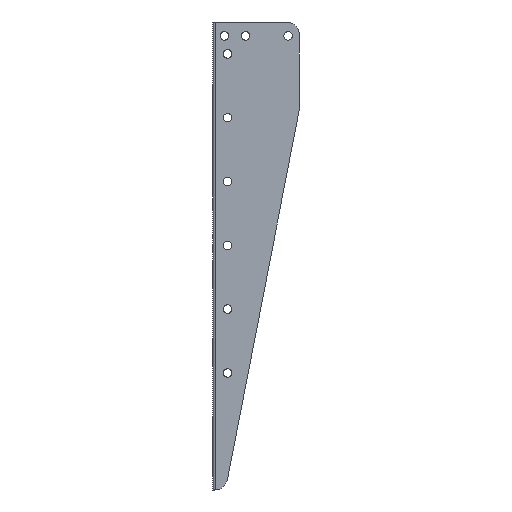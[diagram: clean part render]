
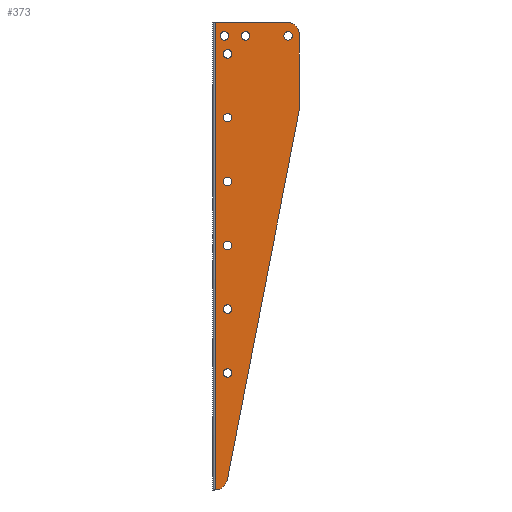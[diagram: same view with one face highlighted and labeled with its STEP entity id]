
A CAD part, left-side view. The second image highlights one B-rep face of the part: STEP entity #373.
In plain terms, the highlighted planar face has unit normal (-1, 0, 0).
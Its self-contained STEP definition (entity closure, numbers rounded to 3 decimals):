
#9 = CARTESIAN_POINT ( 'NONE',  ( -22., -69.5, 203. ) ) ;
#48 = CARTESIAN_POINT ( 'NONE',  ( -22., -12.5, 186. ) ) ;
#61 = CARTESIAN_POINT ( 'NONE',  ( -22., -12.5, 126. ) ) ;
#62 = CARTESIAN_POINT ( 'NONE',  ( -22., -9.5, 203. ) ) ;
#73 = CARTESIAN_POINT ( 'NONE',  ( -22., -12.5, 6. ) ) ;
#87 = CARTESIAN_POINT ( 'NONE',  ( -22., -29.5, 203. ) ) ;
#91 = CARTESIAN_POINT ( 'NONE',  ( -22., -12.5, 66. ) ) ;
#109 = CARTESIAN_POINT ( 'NONE',  ( -22., -12.5, -114. ) ) ;
#147 = CARTESIAN_POINT ( 'NONE',  ( -22., -12.5, -54. ) ) ;
#189 = EDGE_CURVE ( 'NONE', #1484, #1484, #1934, .T. ) ;
#193 = AXIS2_PLACEMENT_3D ( 'NONE', #1183, #1368, #1016 ) ;
#196 = EDGE_CURVE ( 'NONE', #616, #604, #1927, .T. ) ;
#210 = AXIS2_PLACEMENT_3D ( 'NONE', #1030, #900, #885 ) ;
#223 = EDGE_CURVE ( 'NONE', #1459, #1459, #1904, .T. ) ;
#230 = EDGE_CURVE ( 'NONE', #603, #637, #1899, .T. ) ;
#235 = EDGE_CURVE ( 'NONE', #637, #642, #1888, .T. ) ;
#242 = EDGE_CURVE ( 'NONE', #668, #604, #1883, .T. ) ;
#243 = AXIS2_PLACEMENT_3D ( 'NONE', #1051, #982, #1085 ) ;
#245 = EDGE_CURVE ( 'NONE', #1453, #1453, #1875, .T. ) ;
#250 = AXIS2_PLACEMENT_3D ( 'NONE', #802, #1329, #1391 ) ;
#252 = AXIS2_PLACEMENT_3D ( 'NONE', #1384, #886, #791 ) ;
#271 = AXIS2_PLACEMENT_3D ( 'NONE', #1198, #842, #1365 ) ;
#273 = AXIS2_PLACEMENT_3D ( 'NONE', #1354, #1012, #1281 ) ;
#277 = AXIS2_PLACEMENT_3D ( 'NONE', #1276, #1019, #953 ) ;
#283 = AXIS2_PLACEMENT_3D ( 'NONE', #821, #1196, #1153 ) ;
#292 = AXIS2_PLACEMENT_3D ( 'NONE', #810, #864, #1185 ) ;
#303 = AXIS2_PLACEMENT_3D ( 'NONE', #796, #862, #836 ) ;
#306 = EDGE_CURVE ( 'NONE', #1442, #1442, #1823, .T. ) ;
#317 = EDGE_CURVE ( 'NONE', #603, #668, #1805, .T. ) ;
#323 = EDGE_CURVE ( 'NONE', #1440, #1440, #1798, .T. ) ;
#325 = EDGE_CURVE ( 'NONE', #642, #616, #1794, .T. ) ;
#339 = EDGE_CURVE ( 'NONE', #1439, #1439, #1786, .T. ) ;
#341 = EDGE_CURVE ( 'NONE', #1438, #1438, #1778, .T. ) ;
#347 = EDGE_CURVE ( 'NONE', #1437, #1437, #1782, .T. ) ;
#350 = EDGE_CURVE ( 'NONE', #1436, #1436, #1773, .T. ) ;
#373 = ADVANCED_FACE ( 'NONE', ( #1746, #1742, #1745, #1743, #1744, #1741, #1740, #1739, #1738, #1737 ), #1117, .T. ) ;
#603 = VERTEX_POINT ( 'NONE', #839 ) ;
#604 = VERTEX_POINT ( 'NONE', #1338 ) ;
#616 = VERTEX_POINT ( 'NONE', #1367 ) ;
#637 = VERTEX_POINT ( 'NONE', #1355 ) ;
#642 = VERTEX_POINT ( 'NONE', #1070 ) ;
#668 = VERTEX_POINT ( 'NONE', #1180 ) ;
#716 = AXIS2_PLACEMENT_3D ( 'NONE', #913, #1388, #1350 ) ;
#791 = DIRECTION ( 'NONE',  ( 0., 0., -1. ) ) ;
#796 = CARTESIAN_POINT ( 'NONE',  ( -22., -12.5, -50. ) ) ;
#802 = CARTESIAN_POINT ( 'NONE',  ( -22., -12.5, 190. ) ) ;
#810 = CARTESIAN_POINT ( 'NONE',  ( -22., -9.5, 207. ) ) ;
#821 = CARTESIAN_POINT ( 'NONE',  ( -22., -68., 208. ) ) ;
#836 = DIRECTION ( 'NONE',  ( 0., 0., -1. ) ) ;
#839 = CARTESIAN_POINT ( 'NONE',  ( -22., -68., 220. ) ) ;
#842 = DIRECTION ( 'NONE',  ( 1., 0., 0. ) ) ;
#862 = DIRECTION ( 'NONE',  ( 1., 0., 0. ) ) ;
#864 = DIRECTION ( 'NONE',  ( 1., 0., 0. ) ) ;
#885 = DIRECTION ( 'NONE',  ( 0., 0., -1. ) ) ;
#886 = DIRECTION ( 'NONE',  ( 1., 0., 0. ) ) ;
#896 = DIRECTION ( 'NONE',  ( 0., 0., -1. ) ) ;
#900 = DIRECTION ( 'NONE',  ( 1., 0., 0. ) ) ;
#904 = CARTESIAN_POINT ( 'NONE',  ( -22., -80., 137.547 ) ) ;
#913 = CARTESIAN_POINT ( 'NONE',  ( -22., -80., 220. ) ) ;
#936 = DIRECTION ( 'NONE',  ( 0., 0., -1. ) ) ;
#953 = DIRECTION ( 'NONE',  ( 0., 0., -1. ) ) ;
#982 = DIRECTION ( 'NONE',  ( 1., 0., 0. ) ) ;
#1012 = DIRECTION ( 'NONE',  ( 1., 0., 0. ) ) ;
#1016 = DIRECTION ( 'NONE',  ( 0., 0., -1. ) ) ;
#1019 = DIRECTION ( 'NONE',  ( -1., 0., 0. ) ) ;
#1030 = CARTESIAN_POINT ( 'NONE',  ( -22., -12.5, -110. ) ) ;
#1051 = CARTESIAN_POINT ( 'NONE',  ( -22., -69.5, 207. ) ) ;
#1070 = CARTESIAN_POINT ( 'NONE',  ( -22., -1., -219.997 ) ) ;
#1085 = DIRECTION ( 'NONE',  ( 0., 0., -1. ) ) ;
#1117 = PLANE ( 'NONE',  #716 ) ;
#1153 = DIRECTION ( 'NONE',  ( 0., -1., 0. ) ) ;
#1180 = CARTESIAN_POINT ( 'NONE',  ( -22., -80., 208. ) ) ;
#1183 = CARTESIAN_POINT ( 'NONE',  ( -22., -29.5, 207. ) ) ;
#1185 = DIRECTION ( 'NONE',  ( 0., 0., -1. ) ) ;
#1193 = DIRECTION ( 'NONE',  ( 0., 1., 0. ) ) ;
#1196 = DIRECTION ( 'NONE',  ( 1., 0., 0. ) ) ;
#1198 = CARTESIAN_POINT ( 'NONE',  ( -22., -12.5, 70. ) ) ;
#1209 = CARTESIAN_POINT ( 'NONE',  ( -22., -80., 220. ) ) ;
#1223 = CARTESIAN_POINT ( 'NONE',  ( -22., -80., 220. ) ) ;
#1252 = DIRECTION ( 'NONE',  ( 0., -0.191, 0.982 ) ) ;
#1276 = CARTESIAN_POINT ( 'NONE',  ( -22., -0.608, -208. ) ) ;
#1281 = DIRECTION ( 'NONE',  ( 0., 0., -1. ) ) ;
#1329 = DIRECTION ( 'NONE',  ( 1., 0., 0. ) ) ;
#1338 = CARTESIAN_POINT ( 'NONE',  ( -22., -80., 137.547 ) ) ;
#1350 = DIRECTION ( 'NONE',  ( 0., -1., 0. ) ) ;
#1354 = CARTESIAN_POINT ( 'NONE',  ( -22., -12.5, 10. ) ) ;
#1355 = CARTESIAN_POINT ( 'NONE',  ( -22., -1., 220. ) ) ;
#1365 = DIRECTION ( 'NONE',  ( 0., 0., -1. ) ) ;
#1367 = CARTESIAN_POINT ( 'NONE',  ( -22., -12.387, -210.29 ) ) ;
#1368 = DIRECTION ( 'NONE',  ( 1., 0., 0. ) ) ;
#1382 = CARTESIAN_POINT ( 'NONE',  ( -22., -1., 220. ) ) ;
#1384 = CARTESIAN_POINT ( 'NONE',  ( -22., -12.5, 130. ) ) ;
#1388 = DIRECTION ( 'NONE',  ( -1., 0., 0. ) ) ;
#1391 = DIRECTION ( 'NONE',  ( 0., 0., -1. ) ) ;
#1436 = VERTEX_POINT ( 'NONE', #73 ) ;
#1437 = VERTEX_POINT ( 'NONE', #62 ) ;
#1438 = VERTEX_POINT ( 'NONE', #87 ) ;
#1439 = VERTEX_POINT ( 'NONE', #9 ) ;
#1440 = VERTEX_POINT ( 'NONE', #61 ) ;
#1442 = VERTEX_POINT ( 'NONE', #48 ) ;
#1453 = VERTEX_POINT ( 'NONE', #109 ) ;
#1459 = VERTEX_POINT ( 'NONE', #91 ) ;
#1484 = VERTEX_POINT ( 'NONE', #147 ) ;
#1737 = FACE_OUTER_BOUND ( 'NONE', #1974, .T. ) ;
#1738 = FACE_BOUND ( 'NONE', #1973, .T. ) ;
#1739 = FACE_BOUND ( 'NONE', #1972, .T. ) ;
#1740 = FACE_BOUND ( 'NONE', #1971, .T. ) ;
#1741 = FACE_BOUND ( 'NONE', #1970, .T. ) ;
#1742 = FACE_BOUND ( 'NONE', #1964, .T. ) ;
#1743 = FACE_BOUND ( 'NONE', #1968, .T. ) ;
#1744 = FACE_BOUND ( 'NONE', #1969, .T. ) ;
#1745 = FACE_BOUND ( 'NONE', #1967, .T. ) ;
#1746 = FACE_BOUND ( 'NONE', #1939, .T. ) ;
#1773 = CIRCLE ( 'NONE', #273, 4. ) ;
#1778 = CIRCLE ( 'NONE', #193, 4. ) ;
#1782 = CIRCLE ( 'NONE', #292, 4. ) ;
#1786 = CIRCLE ( 'NONE', #243, 4. ) ;
#1794 = CIRCLE ( 'NONE', #277, 12. ) ;
#1798 = CIRCLE ( 'NONE', #252, 4. ) ;
#1805 = CIRCLE ( 'NONE', #283, 12. ) ;
#1823 = CIRCLE ( 'NONE', #250, 4. ) ;
#1875 = CIRCLE ( 'NONE', #210, 4. ) ;
#1877 = VECTOR ( 'NONE', #936, 1000. ) ;
#1883 = LINE ( 'NONE', #1223, #1877 ) ;
#1885 = VECTOR ( 'NONE', #896, 1000. ) ;
#1888 = LINE ( 'NONE', #1382, #1885 ) ;
#1893 = VECTOR ( 'NONE', #1193, 1000. ) ;
#1899 = LINE ( 'NONE', #1209, #1893 ) ;
#1904 = CIRCLE ( 'NONE', #271, 4. ) ;
#1923 = VECTOR ( 'NONE', #1252, 1000. ) ;
#1927 = LINE ( 'NONE', #904, #1923 ) ;
#1934 = CIRCLE ( 'NONE', #303, 4. ) ;
#1939 = EDGE_LOOP ( 'NONE', ( #2129 ) ) ;
#1964 = EDGE_LOOP ( 'NONE', ( #2130 ) ) ;
#1967 = EDGE_LOOP ( 'NONE', ( #2131 ) ) ;
#1968 = EDGE_LOOP ( 'NONE', ( #2132 ) ) ;
#1969 = EDGE_LOOP ( 'NONE', ( #2133 ) ) ;
#1970 = EDGE_LOOP ( 'NONE', ( #2134 ) ) ;
#1971 = EDGE_LOOP ( 'NONE', ( #2135 ) ) ;
#1972 = EDGE_LOOP ( 'NONE', ( #2137 ) ) ;
#1973 = EDGE_LOOP ( 'NONE', ( #2138 ) ) ;
#1974 = EDGE_LOOP ( 'NONE', ( #2139, #2140, #2141, #2142, #2143, #2144 ) ) ;
#2129 = ORIENTED_EDGE ( 'NONE', *, *, #323, .T. ) ;
#2130 = ORIENTED_EDGE ( 'NONE', *, *, #189, .T. ) ;
#2131 = ORIENTED_EDGE ( 'NONE', *, *, #223, .T. ) ;
#2132 = ORIENTED_EDGE ( 'NONE', *, *, #339, .T. ) ;
#2133 = ORIENTED_EDGE ( 'NONE', *, *, #347, .T. ) ;
#2134 = ORIENTED_EDGE ( 'NONE', *, *, #341, .T. ) ;
#2135 = ORIENTED_EDGE ( 'NONE', *, *, #306, .T. ) ;
#2137 = ORIENTED_EDGE ( 'NONE', *, *, #350, .T. ) ;
#2138 = ORIENTED_EDGE ( 'NONE', *, *, #245, .T. ) ;
#2139 = ORIENTED_EDGE ( 'NONE', *, *, #235, .T. ) ;
#2140 = ORIENTED_EDGE ( 'NONE', *, *, #325, .T. ) ;
#2141 = ORIENTED_EDGE ( 'NONE', *, *, #196, .T. ) ;
#2142 = ORIENTED_EDGE ( 'NONE', *, *, #242, .F. ) ;
#2143 = ORIENTED_EDGE ( 'NONE', *, *, #317, .F. ) ;
#2144 = ORIENTED_EDGE ( 'NONE', *, *, #230, .T. ) ;
